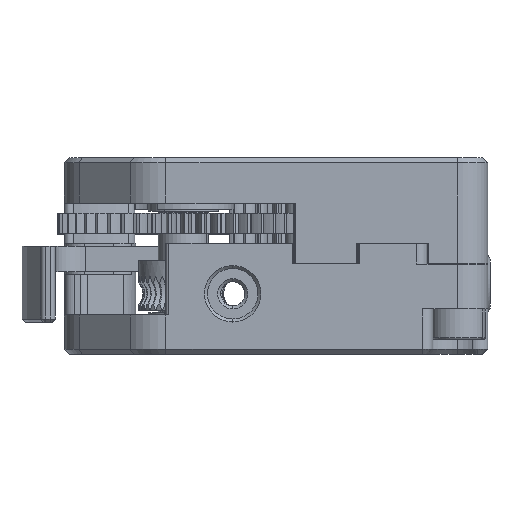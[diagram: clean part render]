
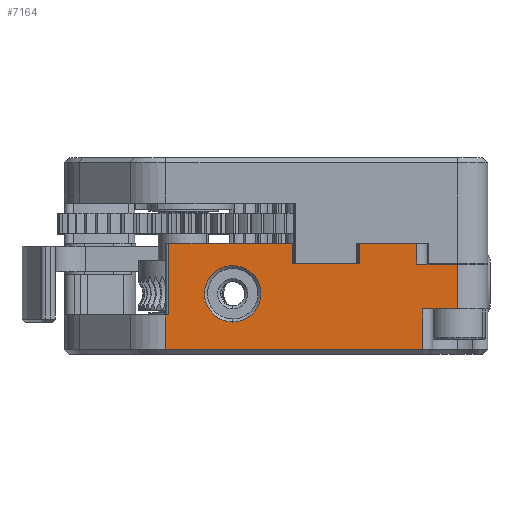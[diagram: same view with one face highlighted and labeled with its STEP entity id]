
A CAD part, front view. The second image highlights one B-rep face of the part: STEP entity #7164.
In plain terms, the highlighted face is planar.
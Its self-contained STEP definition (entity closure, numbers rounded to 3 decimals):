
#84 = DIRECTION ( 'NONE',  ( 0., -1., 0. ) ) ;
#220 = VERTEX_POINT ( 'NONE', #34168 ) ;
#389 = CARTESIAN_POINT ( 'NONE',  ( -24., 18., 2.05 ) ) ;
#707 = ORIENTED_EDGE ( 'NONE', *, *, #24858, .T. ) ;
#906 = CIRCLE ( 'NONE', #26588, 2.8 ) ;
#1146 = VECTOR ( 'NONE', #36318, 1000. ) ;
#1478 = ORIENTED_EDGE ( 'NONE', *, *, #3372, .T. ) ;
#1595 = CARTESIAN_POINT ( 'NONE',  ( -24., -10.929, 10.5 ) ) ;
#1709 = DIRECTION ( 'NONE',  ( 0., 0., -1. ) ) ;
#2101 = CARTESIAN_POINT ( 'NONE',  ( -24., 8.3, 0. ) ) ;
#2246 = ORIENTED_EDGE ( 'NONE', *, *, #35776, .T. ) ;
#2350 = LINE ( 'NONE', #3242, #36216 ) ;
#2476 = ORIENTED_EDGE ( 'NONE', *, *, #29346, .T. ) ;
#2558 = VERTEX_POINT ( 'NONE', #28839 ) ;
#2689 = VERTEX_POINT ( 'NONE', #18888 ) ;
#3242 = CARTESIAN_POINT ( 'NONE',  ( -24., 14.536, 10.5 ) ) ;
#3372 = EDGE_CURVE ( 'NONE', #2689, #15035, #18903, .T. ) ;
#3567 = VERTEX_POINT ( 'NONE', #1595 ) ;
#3784 = VECTOR ( 'NONE', #38193, 1000. ) ;
#3848 = AXIS2_PLACEMENT_3D ( 'NONE', #35824, #32690, #13292 ) ;
#4036 = VERTEX_POINT ( 'NONE', #13782 ) ;
#4790 = EDGE_CURVE ( 'NONE', #12637, #220, #11201, .T. ) ;
#5864 = VECTOR ( 'NONE', #35161, 1000. ) ;
#6357 = DIRECTION ( 'NONE',  ( 0., 0., 1. ) ) ;
#6694 = CARTESIAN_POINT ( 'NONE',  ( -24., 18., 11. ) ) ;
#7164 = ADVANCED_FACE ( 'NONE', ( #28945, #21286 ), #12192, .F. ) ;
#7173 = CARTESIAN_POINT ( 'NONE',  ( -24., 21., 2. ) ) ;
#7203 = DIRECTION ( 'NONE',  ( 0., 1., 0. ) ) ;
#7768 = EDGE_CURVE ( 'NONE', #3567, #14193, #2350, .T. ) ;
#8736 = DIRECTION ( 'NONE',  ( 0., 0., -1. ) ) ;
#9290 = CARTESIAN_POINT ( 'NONE',  ( -24., -10.929, 11. ) ) ;
#9558 = CARTESIAN_POINT ( 'NONE',  ( -24., -10.629, 11. ) ) ;
#9823 = ORIENTED_EDGE ( 'NONE', *, *, #7768, .T. ) ;
#10417 = DIRECTION ( 'NONE',  ( 0., 1., 0. ) ) ;
#10537 = ORIENTED_EDGE ( 'NONE', *, *, #17053, .T. ) ;
#11163 = VECTOR ( 'NONE', #22694, 1000. ) ;
#11201 = LINE ( 'NONE', #39062, #1146 ) ;
#11509 = EDGE_CURVE ( 'NONE', #16774, #29696, #36044, .T. ) ;
#12154 = EDGE_CURVE ( 'NONE', #36002, #16774, #14166, .T. ) ;
#12192 = PLANE ( 'NONE',  #25106 ) ;
#12331 = CARTESIAN_POINT ( 'NONE',  ( -24., 21., 11. ) ) ;
#12637 = VERTEX_POINT ( 'NONE', #19100 ) ;
#13292 = DIRECTION ( 'NONE',  ( 0., 0., -1. ) ) ;
#13782 = CARTESIAN_POINT ( 'NONE',  ( -24., 1.6, 2. ) ) ;
#14049 = VERTEX_POINT ( 'NONE', #22112 ) ;
#14166 = LINE ( 'NONE', #38853, #11163 ) ;
#14183 = VECTOR ( 'NONE', #7203, 1000. ) ;
#14193 = VERTEX_POINT ( 'NONE', #29359 ) ;
#14280 = VERTEX_POINT ( 'NONE', #389 ) ;
#14912 = ORIENTED_EDGE ( 'NONE', *, *, #12154, .T. ) ;
#15035 = VERTEX_POINT ( 'NONE', #28122 ) ;
#15704 = DIRECTION ( 'NONE',  ( 1., 0., 0. ) ) ;
#16264 = ORIENTED_EDGE ( 'NONE', *, *, #29142, .T. ) ;
#16317 = EDGE_CURVE ( 'NONE', #15035, #2689, #906, .T. ) ;
#16403 = LINE ( 'NONE', #7173, #36182 ) ;
#16774 = VERTEX_POINT ( 'NONE', #2101 ) ;
#17053 = EDGE_CURVE ( 'NONE', #14049, #3567, #22523, .T. ) ;
#17564 = EDGE_CURVE ( 'NONE', #4036, #29696, #16403, .T. ) ;
#18528 = VECTOR ( 'NONE', #84, 1000. ) ;
#18888 = CARTESIAN_POINT ( 'NONE',  ( -24., -4.3, 7.8 ) ) ;
#18903 = CIRCLE ( 'NONE', #3848, 2.8 ) ;
#18935 = LINE ( 'NONE', #31134, #3784 ) ;
#19100 = CARTESIAN_POINT ( 'NONE',  ( -24., 1.6, 0. ) ) ;
#19601 = LINE ( 'NONE', #21726, #40403 ) ;
#19707 = VERTEX_POINT ( 'NONE', #37929 ) ;
#20120 = ORIENTED_EDGE ( 'NONE', *, *, #11509, .T. ) ;
#21163 = CARTESIAN_POINT ( 'NONE',  ( -24., 1.6, 11. ) ) ;
#21286 = FACE_OUTER_BOUND ( 'NONE', #27419, .T. ) ;
#21726 = CARTESIAN_POINT ( 'NONE',  ( -24., 13.95, 11. ) ) ;
#22112 = CARTESIAN_POINT ( 'NONE',  ( -24., -10.929, 7.1 ) ) ;
#22363 = VECTOR ( 'NONE', #1709, 1000. ) ;
#22523 = LINE ( 'NONE', #9290, #5864 ) ;
#22694 = DIRECTION ( 'NONE',  ( 0., -1., 0. ) ) ;
#22760 = CARTESIAN_POINT ( 'NONE',  ( -24., 0., 6.5 ) ) ;
#23136 = DIRECTION ( 'NONE',  ( 0., 1., 0. ) ) ;
#23178 = VERTEX_POINT ( 'NONE', #37634 ) ;
#23458 = ORIENTED_EDGE ( 'NONE', *, *, #37549, .T. ) ;
#24648 = EDGE_CURVE ( 'NONE', #19707, #14280, #39600, .T. ) ;
#24825 = ORIENTED_EDGE ( 'NONE', *, *, #4790, .T. ) ;
#24858 = EDGE_CURVE ( 'NONE', #4036, #12637, #28475, .T. ) ;
#25106 = AXIS2_PLACEMENT_3D ( 'NONE', #12331, #15704, #41524 ) ;
#25734 = EDGE_LOOP ( 'NONE', ( #1478, #28025 ) ) ;
#25856 = ORIENTED_EDGE ( 'NONE', *, *, #28547, .T. ) ;
#26169 = CARTESIAN_POINT ( 'NONE',  ( -24., -10.629, 7.1 ) ) ;
#26367 = CARTESIAN_POINT ( 'NONE',  ( -24., 21., 2.05 ) ) ;
#26588 = AXIS2_PLACEMENT_3D ( 'NONE', #40342, #33670, #30717 ) ;
#27419 = EDGE_LOOP ( 'NONE', ( #37630, #707, #24825, #23458, #16264, #10537, #9823, #2246, #41450, #40168, #2476, #25856, #14912, #20120 ) ) ;
#28025 = ORIENTED_EDGE ( 'NONE', *, *, #16317, .T. ) ;
#28122 = CARTESIAN_POINT ( 'NONE',  ( -24., -4.3, 2.2 ) ) ;
#28475 = LINE ( 'NONE', #21163, #22363 ) ;
#28547 = EDGE_CURVE ( 'NONE', #23178, #36002, #19601, .T. ) ;
#28839 = CARTESIAN_POINT ( 'NONE',  ( -24., 14.536, 6.5 ) ) ;
#28945 = FACE_BOUND ( 'NONE', #25734, .T. ) ;
#29142 = EDGE_CURVE ( 'NONE', #36940, #14049, #29214, .T. ) ;
#29214 = LINE ( 'NONE', #41656, #18528 ) ;
#29346 = EDGE_CURVE ( 'NONE', #14280, #23178, #37775, .T. ) ;
#29349 = DIRECTION ( 'NONE',  ( 0., 0., -1. ) ) ;
#29359 = CARTESIAN_POINT ( 'NONE',  ( -24., 14.536, 10.5 ) ) ;
#29495 = LINE ( 'NONE', #9558, #31531 ) ;
#29610 = DIRECTION ( 'NONE',  ( 0., -1., 0. ) ) ;
#29696 = VERTEX_POINT ( 'NONE', #36557 ) ;
#30717 = DIRECTION ( 'NONE',  ( 0., 0., -1. ) ) ;
#31134 = CARTESIAN_POINT ( 'NONE',  ( -24., 14.536, 11. ) ) ;
#31531 = VECTOR ( 'NONE', #32181, 1000. ) ;
#32181 = DIRECTION ( 'NONE',  ( 0., 0., 1. ) ) ;
#32385 = CARTESIAN_POINT ( 'NONE',  ( -24., 8.3, 11. ) ) ;
#32690 = DIRECTION ( 'NONE',  ( 1., 0., 0. ) ) ;
#33196 = VECTOR ( 'NONE', #29610, 1000. ) ;
#33670 = DIRECTION ( 'NONE',  ( 1., 0., 0. ) ) ;
#34168 = CARTESIAN_POINT ( 'NONE',  ( -24., -10.629, 0. ) ) ;
#35161 = DIRECTION ( 'NONE',  ( 0., 0., 1. ) ) ;
#35776 = EDGE_CURVE ( 'NONE', #14193, #2558, #18935, .T. ) ;
#35824 = CARTESIAN_POINT ( 'NONE',  ( -24., -4.3, 5. ) ) ;
#36002 = VERTEX_POINT ( 'NONE', #39311 ) ;
#36036 = VECTOR ( 'NONE', #29349, 1000. ) ;
#36044 = LINE ( 'NONE', #32385, #38557 ) ;
#36182 = VECTOR ( 'NONE', #10417, 1000. ) ;
#36216 = VECTOR ( 'NONE', #23136, 1000. ) ;
#36318 = DIRECTION ( 'NONE',  ( 0., -1., 0. ) ) ;
#36557 = CARTESIAN_POINT ( 'NONE',  ( -24., 8.3, 2. ) ) ;
#36940 = VERTEX_POINT ( 'NONE', #26169 ) ;
#37549 = EDGE_CURVE ( 'NONE', #220, #36940, #29495, .T. ) ;
#37630 = ORIENTED_EDGE ( 'NONE', *, *, #17564, .F. ) ;
#37634 = CARTESIAN_POINT ( 'NONE',  ( -24., 13.95, 2.05 ) ) ;
#37775 = LINE ( 'NONE', #26367, #33196 ) ;
#37929 = CARTESIAN_POINT ( 'NONE',  ( -24., 18., 6.5 ) ) ;
#38193 = DIRECTION ( 'NONE',  ( 0., 0., -1. ) ) ;
#38557 = VECTOR ( 'NONE', #6357, 1000. ) ;
#38853 = CARTESIAN_POINT ( 'NONE',  ( -24., 21., 0. ) ) ;
#39062 = CARTESIAN_POINT ( 'NONE',  ( -24., 21., 0. ) ) ;
#39311 = CARTESIAN_POINT ( 'NONE',  ( -24., 13.95, 0. ) ) ;
#39553 = EDGE_CURVE ( 'NONE', #2558, #19707, #41099, .T. ) ;
#39600 = LINE ( 'NONE', #6694, #36036 ) ;
#40168 = ORIENTED_EDGE ( 'NONE', *, *, #24648, .T. ) ;
#40342 = CARTESIAN_POINT ( 'NONE',  ( -24., -4.3, 5. ) ) ;
#40403 = VECTOR ( 'NONE', #8736, 1000. ) ;
#41099 = LINE ( 'NONE', #22760, #14183 ) ;
#41450 = ORIENTED_EDGE ( 'NONE', *, *, #39553, .T. ) ;
#41524 = DIRECTION ( 'NONE',  ( 0., 0., -1. ) ) ;
#41656 = CARTESIAN_POINT ( 'NONE',  ( -24., -9.2, 7.1 ) ) ;
